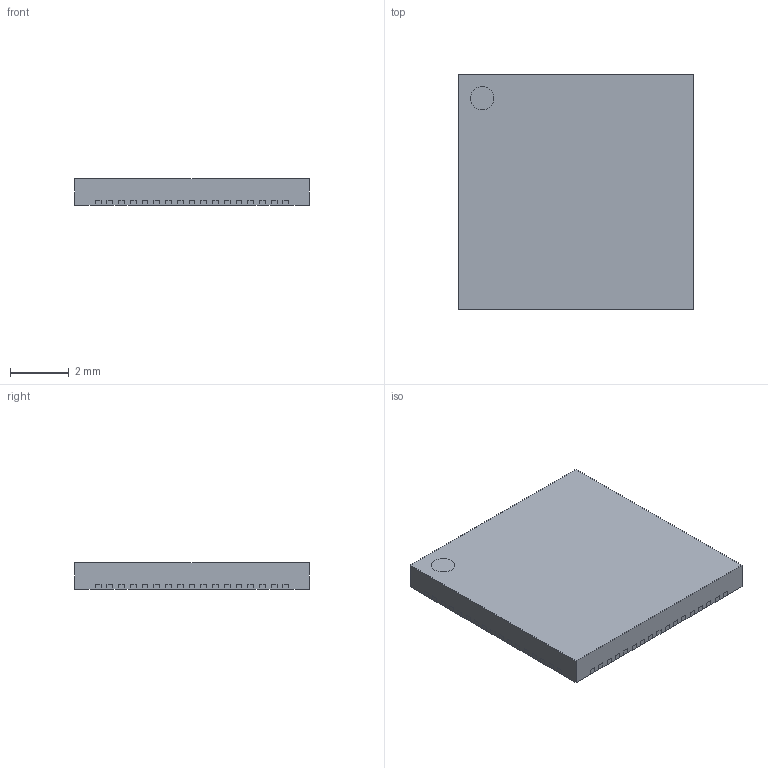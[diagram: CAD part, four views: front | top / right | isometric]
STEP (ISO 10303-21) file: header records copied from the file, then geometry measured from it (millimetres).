
FILE_DESCRIPTION(/* description */ ('model of VQFN-68-1EP_8x8mm_P0.4mm_EP4.3x4.3mm'),/* implementation_level */ '2;1');
FILE_NAME(/* name */ 'VQFN-68-1EP_8x8mm_P0.4mm_EP4.3x4.3mm.step',/* time_stamp */ '1970-01-01T00:00:00',/* author */ ('KiCAD','kicad'),/* organization */ ('OCCT'),/* preprocessor_version */ '',/* originating_system */ 'KiCAD',/* authorisation */ '');
FILE_SCHEMA(('AUTOMOTIVE_DESIGN { 1 0 10303 214 1 1 1 1 }'));
Length unit declared in the file: millimetre
Products named in the file (1): VQFN-68-1EP_8x8mm_P0.4mm_EP4.3x4.3mm
Bounding box: 8 x 8 x 0.9 mm (x, y, z)
Volume: 57.6 mm3; surface area: 156.8 mm2
Topology: 1 solids, 1 shells, 144 faces, 561 edges, 421 vertices
Faces by surface type: plane 144
Entity records: 4039 total; most frequent: ORIENTED_EDGE 980, EDGE_CURVE 561, CARTESIAN_POINT 560, LINE 424, VERTEX_POINT 421, AXIS2_PLACEMENT_3D 214, FACE_BOUND 146, EDGE_LOOP 146
